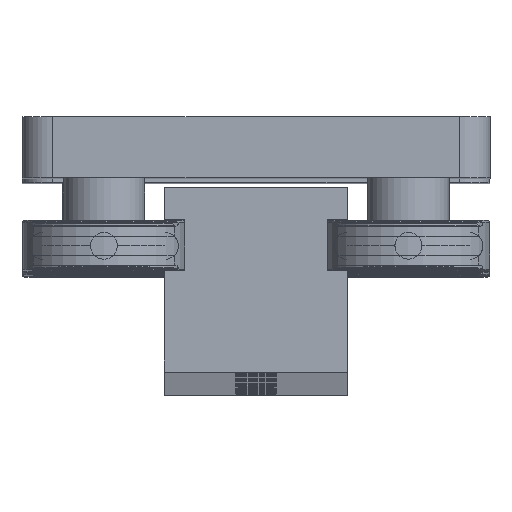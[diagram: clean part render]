
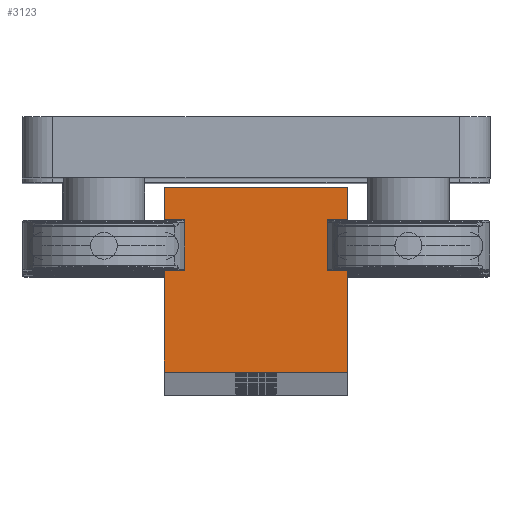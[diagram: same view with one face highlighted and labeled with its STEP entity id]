
A CAD part, top view. The second image highlights one B-rep face of the part: STEP entity #3123.
In plain terms, the highlighted planar face has unit normal (0, 0, 1).
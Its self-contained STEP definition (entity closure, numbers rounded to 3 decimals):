
#337=PLANE('',#3542);
#475=FACE_OUTER_BOUND('',#771,.T.);
#771=EDGE_LOOP('',(#2509,#2510,#2511,#2512,#2513,#2514,#2515,#2516,#2517,
#2518,#2519,#2520));
#975=LINE('',#5276,#1127);
#979=LINE('',#5293,#1131);
#987=LINE('',#5338,#1139);
#988=LINE('',#5340,#1140);
#989=LINE('',#5341,#1141);
#990=LINE('',#5343,#1142);
#991=LINE('',#5345,#1143);
#992=LINE('',#5347,#1144);
#993=LINE('',#5349,#1145);
#994=LINE('',#5350,#1146);
#995=LINE('',#5352,#1147);
#996=LINE('',#5353,#1148);
#1127=VECTOR('',#4251,10.);
#1131=VECTOR('',#4265,10.);
#1139=VECTOR('',#4315,10.);
#1140=VECTOR('',#4316,10.);
#1141=VECTOR('',#4317,10.);
#1142=VECTOR('',#4318,10.);
#1143=VECTOR('',#4319,10.);
#1144=VECTOR('',#4320,10.);
#1145=VECTOR('',#4321,10.);
#1146=VECTOR('',#4322,10.);
#1147=VECTOR('',#4323,10.);
#1148=VECTOR('',#4324,10.);
#1575=VERTEX_POINT('',#5274);
#1576=VERTEX_POINT('',#5275);
#1583=VERTEX_POINT('',#5291);
#1584=VERTEX_POINT('',#5292);
#1599=VERTEX_POINT('',#5336);
#1600=VERTEX_POINT('',#5337);
#1601=VERTEX_POINT('',#5339);
#1602=VERTEX_POINT('',#5342);
#1603=VERTEX_POINT('',#5344);
#1604=VERTEX_POINT('',#5346);
#1605=VERTEX_POINT('',#5348);
#1606=VERTEX_POINT('',#5351);
#1901=EDGE_CURVE('',#1575,#1576,#975,.T.);
#1909=EDGE_CURVE('',#1583,#1584,#979,.T.);
#1929=EDGE_CURVE('',#1599,#1600,#987,.T.);
#1930=EDGE_CURVE('',#1600,#1601,#988,.T.);
#1931=EDGE_CURVE('',#1601,#1583,#989,.T.);
#1932=EDGE_CURVE('',#1584,#1602,#990,.T.);
#1933=EDGE_CURVE('',#1602,#1603,#991,.T.);
#1934=EDGE_CURVE('',#1603,#1604,#992,.T.);
#1935=EDGE_CURVE('',#1604,#1605,#993,.T.);
#1936=EDGE_CURVE('',#1605,#1575,#994,.T.);
#1937=EDGE_CURVE('',#1576,#1606,#995,.T.);
#1938=EDGE_CURVE('',#1606,#1599,#996,.T.);
#2509=ORIENTED_EDGE('',*,*,#1929,.T.);
#2510=ORIENTED_EDGE('',*,*,#1930,.T.);
#2511=ORIENTED_EDGE('',*,*,#1931,.T.);
#2512=ORIENTED_EDGE('',*,*,#1909,.T.);
#2513=ORIENTED_EDGE('',*,*,#1932,.T.);
#2514=ORIENTED_EDGE('',*,*,#1933,.T.);
#2515=ORIENTED_EDGE('',*,*,#1934,.T.);
#2516=ORIENTED_EDGE('',*,*,#1935,.T.);
#2517=ORIENTED_EDGE('',*,*,#1936,.T.);
#2518=ORIENTED_EDGE('',*,*,#1901,.T.);
#2519=ORIENTED_EDGE('',*,*,#1937,.T.);
#2520=ORIENTED_EDGE('',*,*,#1938,.T.);
#3123=ADVANCED_FACE('',(#475),#337,.T.);
#3542=AXIS2_PLACEMENT_3D('',#5335,#4313,#4314);
#4251=DIRECTION('',(-1.,0.,0.));
#4265=DIRECTION('',(1.,0.,0.));
#4313=DIRECTION('center_axis',(0.,0.,1.));
#4314=DIRECTION('ref_axis',(1.,0.,0.));
#4315=DIRECTION('',(0.,-1.,0.));
#4316=DIRECTION('',(-1.,0.,0.));
#4317=DIRECTION('',(0.,-1.,0.));
#4318=DIRECTION('',(0.,1.,0.));
#4319=DIRECTION('',(-1.,0.,0.));
#4320=DIRECTION('',(0.,1.,0.));
#4321=DIRECTION('',(1.,0.,0.));
#4322=DIRECTION('',(0.,1.,0.));
#4323=DIRECTION('',(0.,-1.,0.));
#4324=DIRECTION('',(1.,0.,0.));
#5274=CARTESIAN_POINT('',(530.909,18.2,1363.85));
#5275=CARTESIAN_POINT('',(512.909,18.2,1363.85));
#5276=CARTESIAN_POINT('',(525.159,18.2,1363.85));
#5291=CARTESIAN_POINT('',(512.909,0.,1363.85));
#5292=CARTESIAN_POINT('',(530.909,0.,1363.85));
#5293=CARTESIAN_POINT('',(518.659,0.,1363.85));
#5335=CARTESIAN_POINT('Origin',(521.909,12.,1363.85));
#5336=CARTESIAN_POINT('',(514.909,15.,1363.85));
#5337=CARTESIAN_POINT('',(514.909,10.,1363.85));
#5338=CARTESIAN_POINT('',(514.909,13.5,1363.85));
#5339=CARTESIAN_POINT('',(512.909,10.,1363.85));
#5340=CARTESIAN_POINT('',(519.659,10.,1363.85));
#5341=CARTESIAN_POINT('',(512.909,11.,1363.85));
#5342=CARTESIAN_POINT('',(530.909,10.,1363.85));
#5343=CARTESIAN_POINT('',(530.909,9.25,1363.85));
#5344=CARTESIAN_POINT('',(528.909,10.,1363.85));
#5345=CARTESIAN_POINT('',(525.159,10.,1363.85));
#5346=CARTESIAN_POINT('',(528.909,15.,1363.85));
#5347=CARTESIAN_POINT('',(528.909,11.,1363.85));
#5348=CARTESIAN_POINT('',(530.909,15.,1363.85));
#5349=CARTESIAN_POINT('',(524.159,15.,1363.85));
#5350=CARTESIAN_POINT('',(530.909,13.5,1363.85));
#5351=CARTESIAN_POINT('',(512.909,15.,1363.85));
#5352=CARTESIAN_POINT('',(512.909,15.25,1363.85));
#5353=CARTESIAN_POINT('',(518.659,15.,1363.85));
